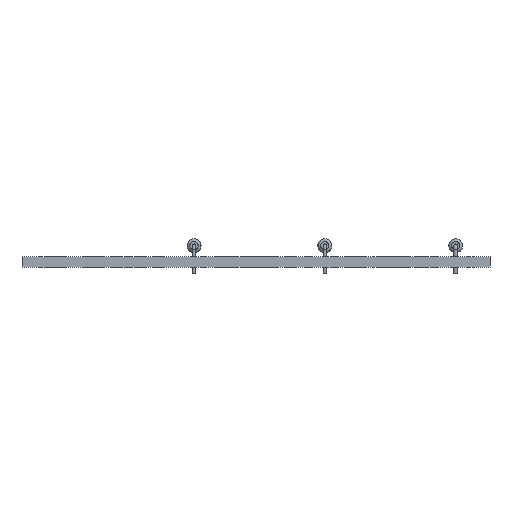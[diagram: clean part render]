
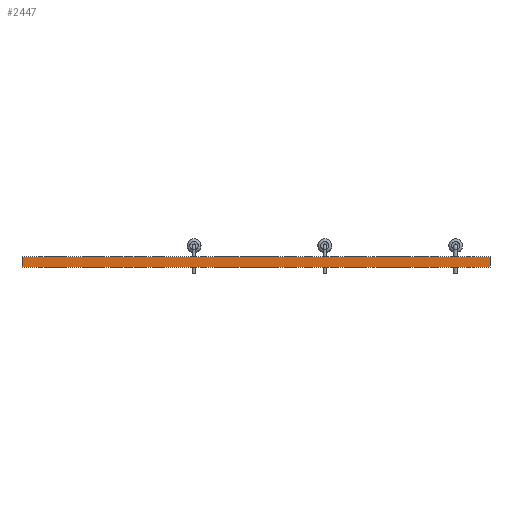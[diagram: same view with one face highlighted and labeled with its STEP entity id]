
A CAD part, front view. The second image highlights one B-rep face of the part: STEP entity #2447.
In plain terms, the highlighted planar face has unit normal (0, -1, 0).
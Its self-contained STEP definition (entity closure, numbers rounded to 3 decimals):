
#567=FACE_OUTER_BOUND('',#685,.T.);
#685=EDGE_LOOP('',(#1775,#1776,#1777,#1778));
#985=LINE('',#3729,#1107);
#986=LINE('',#3731,#1108);
#987=LINE('',#3733,#1109);
#988=LINE('',#3734,#1110);
#1107=VECTOR('',#2934,1.);
#1108=VECTOR('',#2935,1.);
#1109=VECTOR('',#2936,1.);
#1110=VECTOR('',#2937,1.);
#1229=VERTEX_POINT('',#3727);
#1230=VERTEX_POINT('',#3728);
#1231=VERTEX_POINT('',#3730);
#1232=VERTEX_POINT('',#3732);
#1447=EDGE_CURVE('',#1229,#1230,#985,.T.);
#1448=EDGE_CURVE('',#1230,#1231,#986,.T.);
#1449=EDGE_CURVE('',#1232,#1231,#987,.T.);
#1450=EDGE_CURVE('',#1229,#1232,#988,.T.);
#1775=ORIENTED_EDGE('',*,*,#1447,.T.);
#1776=ORIENTED_EDGE('',*,*,#1448,.T.);
#1777=ORIENTED_EDGE('',*,*,#1449,.F.);
#1778=ORIENTED_EDGE('',*,*,#1450,.F.);
#2431=PLANE('',#2593);
#2447=ADVANCED_FACE('',(#567),#2431,.T.);
#2593=AXIS2_PLACEMENT_3D('',#3726,#2932,#2933);
#2932=DIRECTION('center_axis',(0.,-1.,0.));
#2933=DIRECTION('ref_axis',(-1.,0.,0.));
#2934=DIRECTION('',(0.,0.,1.));
#2935=DIRECTION('',(-1.,0.,0.));
#2936=DIRECTION('',(0.,0.,1.));
#2937=DIRECTION('',(-1.,0.,0.));
#3726=CARTESIAN_POINT('Origin',(180.,-134.,0.));
#3727=CARTESIAN_POINT('',(180.,-134.,0.));
#3728=CARTESIAN_POINT('',(180.,-134.,1.51));
#3729=CARTESIAN_POINT('',(180.,-134.,0.));
#3730=CARTESIAN_POINT('',(112.,-134.,1.51));
#3731=CARTESIAN_POINT('',(180.,-134.,1.51));
#3732=CARTESIAN_POINT('',(112.,-134.,0.));
#3733=CARTESIAN_POINT('',(112.,-134.,0.));
#3734=CARTESIAN_POINT('',(180.,-134.,0.));
